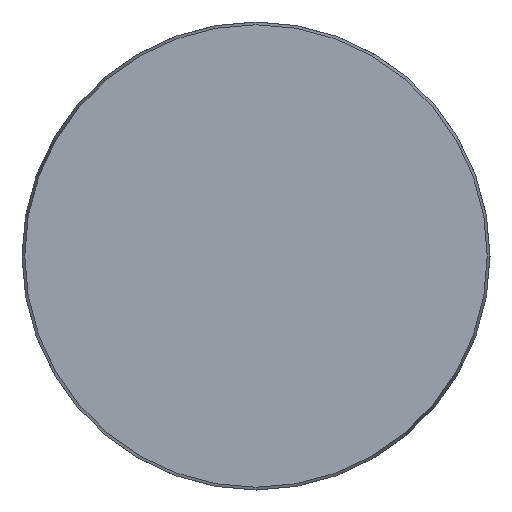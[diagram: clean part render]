
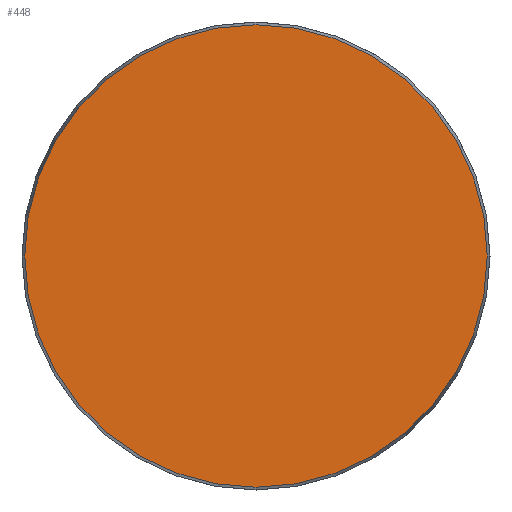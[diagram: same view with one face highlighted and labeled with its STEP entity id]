
A CAD part, front view. The second image highlights one B-rep face of the part: STEP entity #448.
In plain terms, the highlighted planar face has unit normal (0, -1, 0).
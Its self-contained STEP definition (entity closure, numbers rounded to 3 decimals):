
#35 = EDGE_LOOP ( 'NONE', ( #169 ) ) ;
#47 = CIRCLE ( 'NONE', #418, 48.425 ) ;
#101 = CARTESIAN_POINT ( 'NONE',  ( 0., 0., 0. ) ) ;
#169 = ORIENTED_EDGE ( 'NONE', *, *, #693, .T. ) ;
#298 = AXIS2_PLACEMENT_3D ( 'NONE', #356, #576, #691 ) ;
#302 = VERTEX_POINT ( 'NONE', #646 ) ;
#343 = DIRECTION ( 'NONE',  ( 0., 0., -1. ) ) ;
#349 = DIRECTION ( 'NONE',  ( 0., -1., 0. ) ) ;
#356 = CARTESIAN_POINT ( 'NONE',  ( -48.425, 0., 0. ) ) ;
#418 = AXIS2_PLACEMENT_3D ( 'NONE', #101, #349, #343 ) ;
#448 = ADVANCED_FACE ( 'NONE', ( #649 ), #757, .F. ) ;
#576 = DIRECTION ( 'NONE',  ( 0., 1., 0. ) ) ;
#646 = CARTESIAN_POINT ( 'NONE',  ( 0., 0., -48.425 ) ) ;
#649 = FACE_OUTER_BOUND ( 'NONE', #35, .T. ) ;
#691 = DIRECTION ( 'NONE',  ( 0., 0., 1. ) ) ;
#693 = EDGE_CURVE ( 'NONE', #302, #302, #47, .T. ) ;
#757 = PLANE ( 'NONE',  #298 ) ;
